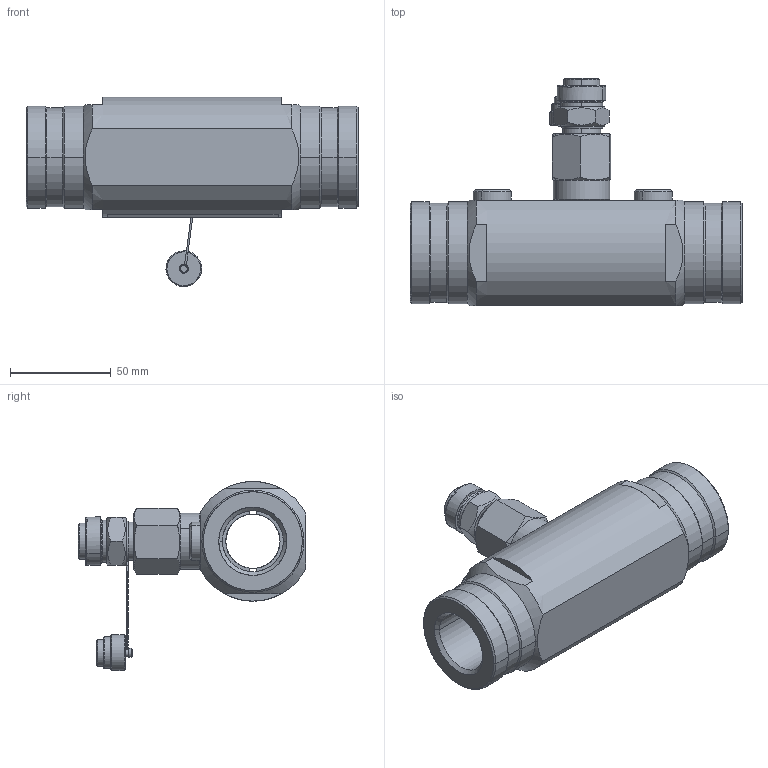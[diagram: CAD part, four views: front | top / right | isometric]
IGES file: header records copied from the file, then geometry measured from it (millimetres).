
Start section: SolidWorks IGES file using analytic representation for surfaces
Global section: file name: FT6722.IGS; native system: SolidWorks 2016; preprocessor: SolidWorks 2016; author: pcw; date: 180228.101100; units: millimetre
Bounding box: 165.1 x 112.95 x 94.1 mm (x, y, z)
Surface area: 50657.6 mm2 (no closed solid volume)
Topology: 0 solids, 0 shells, 208 faces, 3026 edges, 3026 vertices
Faces by surface type: revolution 128, bspline 80
